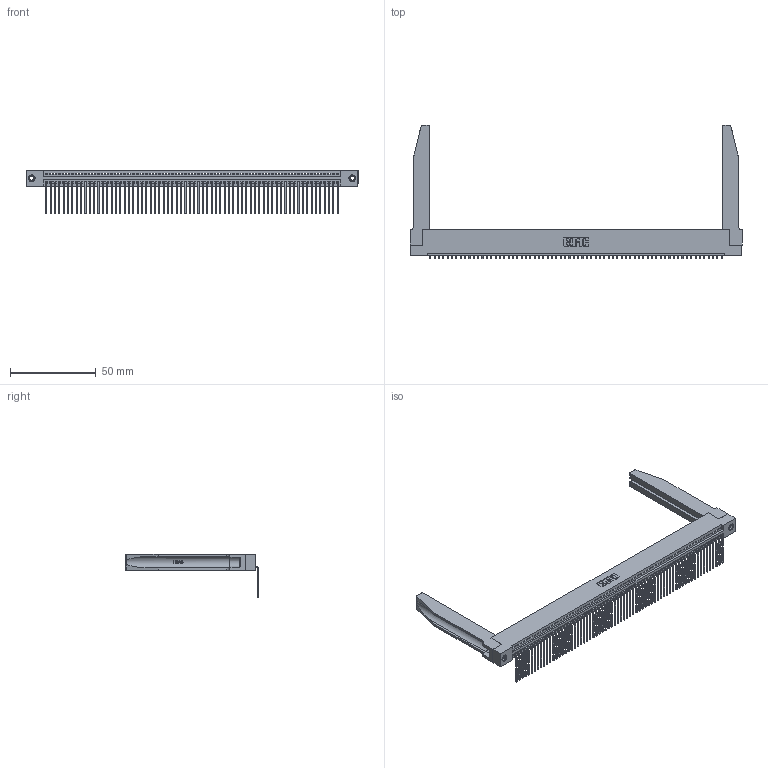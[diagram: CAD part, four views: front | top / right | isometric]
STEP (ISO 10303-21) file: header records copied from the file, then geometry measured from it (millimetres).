
FILE_DESCRIPTION (( 'STEP AP203' ), '1' );
FILE_NAME ('345-068-559-178.STEP', '2019-10-12T08:13:58', ( '' ), ( '' ), 'SwSTEP 2.0', 'SolidWorks 2016', '' );
FILE_SCHEMA (( 'CONFIG_CONTROL_DESIGN' ));
Length unit declared in the file: inch
Products named in the file (5): 345-068-559-178; 345-220-078_345-220-078; 345-250-001_345-250-001-102; 345 Part_Flush Mounting Lugs - 0.156 Dia-TH; 345-292-001_558 559 Tail - 1
Assembly tree (73 placements, depth 2):
  345-068-559-178
    345 Part_Flush Mounting Lugs - 0.156 Dia-TH
    345-292-001_558 559 Tail - 1  x68
    345-250-001_345-250-001-102  x2
    345-220-078_345-220-078  x2
Bounding box: 193.95 x 77.71 x 25.53 mm (x, y, z)
Volume: 26632 mm3; surface area: 33595.5 mm2
Topology: 73 solids, 73 shells, 4440 faces, 13325 edges, 8782 vertices
Faces by surface type: plane 3078, cylinder 1310, bspline 36, cone 12, torus 4
Entity records: 52502 total; most frequent: CARTESIAN_POINT 9991, ORIENTED_EDGE 8890, DIRECTION 7695, EDGE_CURVE 4445, LINE 3947, VECTOR 3947, VERTEX_POINT 2956, AXIS2_PLACEMENT_3D 1874
